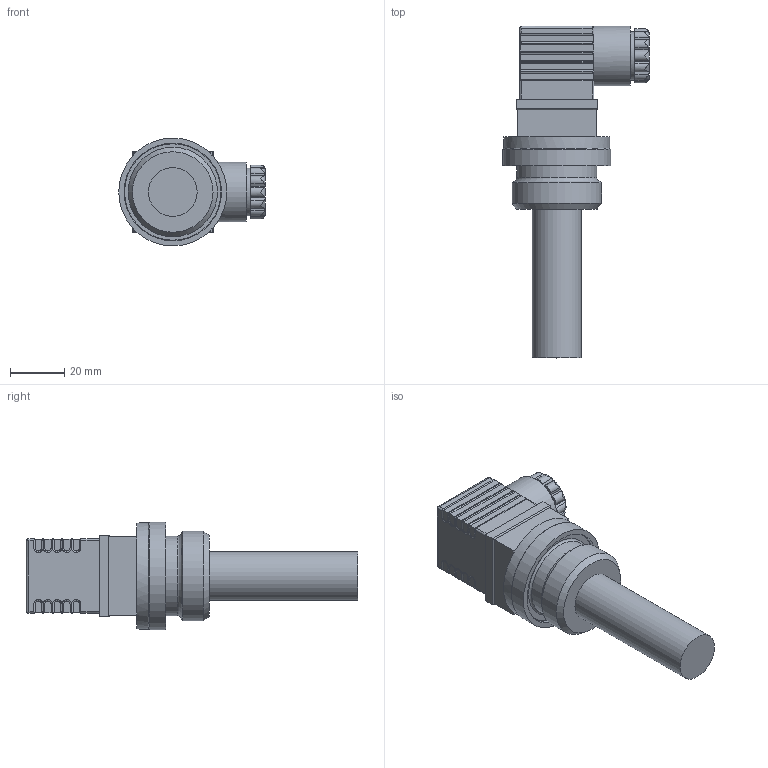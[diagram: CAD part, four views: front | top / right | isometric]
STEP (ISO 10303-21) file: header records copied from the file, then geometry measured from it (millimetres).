
FILE_DESCRIPTION(/* description */ (''),/* implementation_level */ '2;1');
FILE_NAME(/* name */ 'P540F8.stp',/* time_stamp */ '2020-06-03T15:02:42+03:00',/* author */ ('Tananaev'),/* organization */ (''),/* preprocessor_version */ 'ST-DEVELOPER v18',/* originating_system */ 'Autodesk Inventor 2020',/* authorisation */ '');
FILE_SCHEMA (('AUTOMOTIVE_DESIGN { 1 0 10303 214 3 1 1 }'));
Length unit declared in the file: millimetre
Products named in the file (1): P540
Bounding box: 54.11 x 122.7 x 39.9 mm (x, y, z)
Volume: 73724.1 mm3; surface area: 18162.9 mm2
Topology: 1 solids, 2 shells, 266 faces, 728 edges, 481 vertices
Faces by surface type: plane 200, cylinder 40, cone 21, torus 4, bspline 1
Full cylindrical faces by diameter (mm): 3 x1, 5 x1, 6 x1, 6.3 x1, 8.398 x1, 17.9 x1, 18 x1, 20 x1, 21.8 x1, 22 x1, 29.5 x1, 33.07 x1, 36.05 x1, 39.3 x1, 39.9 x1
Entity records: 9047 total; most frequent: CARTESIAN_POINT 1961, ORIENTED_EDGE 1454, DIRECTION 1384, EDGE_CURVE 727, VERTEX_POINT 481, AXIS2_PLACEMENT_3D 475, LINE 434, VECTOR 434
